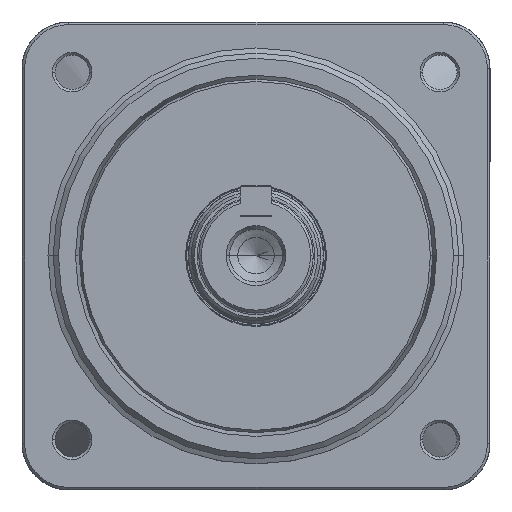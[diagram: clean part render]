
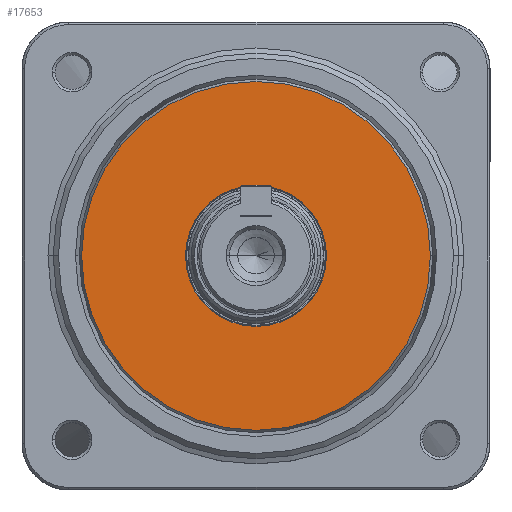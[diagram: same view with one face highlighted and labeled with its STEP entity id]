
A CAD part, top view. The second image highlights one B-rep face of the part: STEP entity #17653.
In plain terms, the highlighted planar face has unit normal (0, 0, 1).
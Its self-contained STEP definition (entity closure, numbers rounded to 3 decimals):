
#855 = CIRCLE ( 'NONE', #7042, 13.553 ) ;
#1034 = DIRECTION ( 'NONE',  ( 0., 0., -1. ) ) ;
#1584 = DIRECTION ( 'NONE',  ( 1., 0., 0. ) ) ;
#1608 = DIRECTION ( 'NONE',  ( 0., 0., -1. ) ) ;
#1644 = FACE_BOUND ( 'NONE', #18350, .T. ) ;
#2060 = ORIENTED_EDGE ( 'NONE', *, *, #11470, .T. ) ;
#2101 = CARTESIAN_POINT ( 'NONE',  ( -13.553, 0., 11. ) ) ;
#2111 = DIRECTION ( 'NONE',  ( 0., 0., 1. ) ) ;
#3198 = CIRCLE ( 'NONE', #10841, 13.553 ) ;
#3336 = CARTESIAN_POINT ( 'NONE',  ( 0., 0., 11. ) ) ;
#4097 = EDGE_CURVE ( 'NONE', #9085, #7866, #3198, .T. ) ;
#4676 = EDGE_CURVE ( 'NONE', #18917, #20060, #6140, .T. ) ;
#5612 = ORIENTED_EDGE ( 'NONE', *, *, #4676, .T. ) ;
#5910 = CARTESIAN_POINT ( 'NONE',  ( 0., 0., 11. ) ) ;
#6140 = CIRCLE ( 'NONE', #10133, 33.538 ) ;
#6375 = EDGE_LOOP ( 'NONE', ( #8584, #5612 ) ) ;
#6387 = DIRECTION ( 'NONE',  ( 1., 0., 0. ) ) ;
#7005 = CARTESIAN_POINT ( 'NONE',  ( 0., 0., 11. ) ) ;
#7042 = AXIS2_PLACEMENT_3D ( 'NONE', #16869, #1034, #6387 ) ;
#7350 = DIRECTION ( 'NONE',  ( 1., 0., 0. ) ) ;
#7488 = DIRECTION ( 'NONE',  ( 0., 0., 1. ) ) ;
#7866 = VERTEX_POINT ( 'NONE', #2101 ) ;
#8554 = DIRECTION ( 'NONE',  ( 1., 0., 0. ) ) ;
#8584 = ORIENTED_EDGE ( 'NONE', *, *, #15350, .T. ) ;
#8760 = CARTESIAN_POINT ( 'NONE',  ( 13.553, 0., 11. ) ) ;
#9085 = VERTEX_POINT ( 'NONE', #8760 ) ;
#10133 = AXIS2_PLACEMENT_3D ( 'NONE', #5910, #7488, #19880 ) ;
#10841 = AXIS2_PLACEMENT_3D ( 'NONE', #3336, #1608, #8554 ) ;
#11470 = EDGE_CURVE ( 'NONE', #7866, #9085, #855, .T. ) ;
#12198 = CIRCLE ( 'NONE', #19806, 33.538 ) ;
#14337 = ORIENTED_EDGE ( 'NONE', *, *, #4097, .T. ) ;
#14591 = CARTESIAN_POINT ( 'NONE',  ( -33.538, 0., 11. ) ) ;
#15350 = EDGE_CURVE ( 'NONE', #20060, #18917, #12198, .T. ) ;
#15655 = FACE_OUTER_BOUND ( 'NONE', #6375, .T. ) ;
#16619 = AXIS2_PLACEMENT_3D ( 'NONE', #7005, #2111, #7350 ) ;
#16869 = CARTESIAN_POINT ( 'NONE',  ( 0., 0., 11. ) ) ;
#17653 = ADVANCED_FACE ( 'NONE', ( #1644, #15655 ), #17700, .T. ) ;
#17700 = PLANE ( 'NONE',  #16619 ) ;
#18350 = EDGE_LOOP ( 'NONE', ( #14337, #2060 ) ) ;
#18796 = CARTESIAN_POINT ( 'NONE',  ( 33.538, 0., 11. ) ) ;
#18917 = VERTEX_POINT ( 'NONE', #18796 ) ;
#19806 = AXIS2_PLACEMENT_3D ( 'NONE', #20584, #20258, #1584 ) ;
#19880 = DIRECTION ( 'NONE',  ( 1., 0., 0. ) ) ;
#20060 = VERTEX_POINT ( 'NONE', #14591 ) ;
#20258 = DIRECTION ( 'NONE',  ( 0., 0., 1. ) ) ;
#20584 = CARTESIAN_POINT ( 'NONE',  ( 0., 0., 11. ) ) ;
